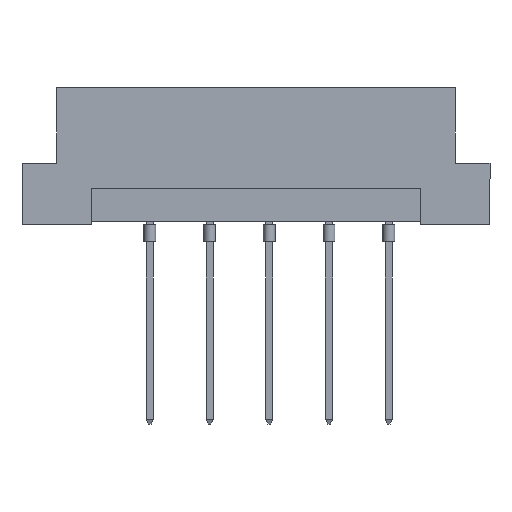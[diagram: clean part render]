
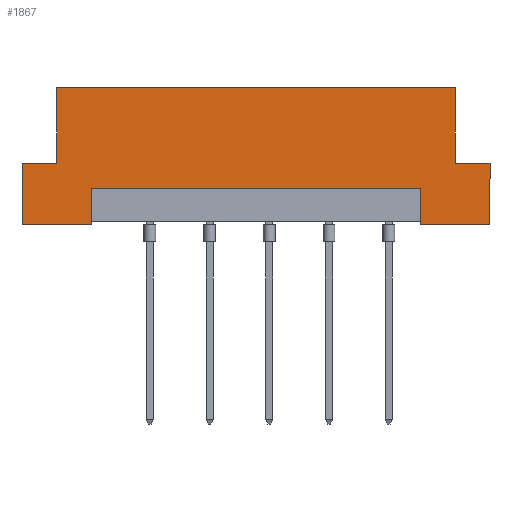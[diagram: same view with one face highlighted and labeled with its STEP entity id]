
A CAD part, front view. The second image highlights one B-rep face of the part: STEP entity #1867.
In plain terms, the highlighted planar face has unit normal (0, -1, 0).
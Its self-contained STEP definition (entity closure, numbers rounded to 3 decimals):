
#59 = CARTESIAN_POINT ( 'NONE',  ( 19.9, -4.3, 5.2 ) ) ;
#80 = CARTESIAN_POINT ( 'NONE',  ( -14., -4.3, 0. ) ) ;
#106 = DIRECTION ( 'NONE',  ( 1., 0., 0. ) ) ;
#133 = LINE ( 'NONE', #218, #5006 ) ;
#178 = ORIENTED_EDGE ( 'NONE', *, *, #4056, .F. ) ;
#202 = CARTESIAN_POINT ( 'NONE',  ( -16.94, -4.3, 5.2 ) ) ;
#218 = CARTESIAN_POINT ( 'NONE',  ( -19.9, -4.3, 11.6 ) ) ;
#265 = VERTEX_POINT ( 'NONE', #5032 ) ;
#320 = VECTOR ( 'NONE', #3539, 1000. ) ;
#343 = EDGE_CURVE ( 'NONE', #4576, #612, #4406, .T. ) ;
#366 = LINE ( 'NONE', #1067, #5158 ) ;
#398 = CARTESIAN_POINT ( 'NONE',  ( -19.9, -4.3, 0. ) ) ;
#444 = DIRECTION ( 'NONE',  ( 0., 0., 1. ) ) ;
#477 = DIRECTION ( 'NONE',  ( 0., 0., -1. ) ) ;
#511 = LINE ( 'NONE', #1373, #4594 ) ;
#528 = EDGE_CURVE ( 'NONE', #3462, #3495, #133, .T. ) ;
#564 = CARTESIAN_POINT ( 'NONE',  ( 19.9, -4.3, 0. ) ) ;
#612 = VERTEX_POINT ( 'NONE', #564 ) ;
#660 = ORIENTED_EDGE ( 'NONE', *, *, #2457, .F. ) ;
#668 = LINE ( 'NONE', #3426, #1425 ) ;
#880 = CARTESIAN_POINT ( 'NONE',  ( 16.94, -4.3, 5.2 ) ) ;
#895 = EDGE_CURVE ( 'NONE', #265, #612, #2551, .T. ) ;
#904 = DIRECTION ( 'NONE',  ( 0., 1., 0. ) ) ;
#906 = VECTOR ( 'NONE', #2366, 1000. ) ;
#1035 = VERTEX_POINT ( 'NONE', #880 ) ;
#1067 = CARTESIAN_POINT ( 'NONE',  ( 19.9, -4.3, 11.6 ) ) ;
#1073 = LINE ( 'NONE', #1924, #320 ) ;
#1090 = EDGE_LOOP ( 'NONE', ( #4303, #5072, #1730, #3884, #2566, #3067, #4017, #178, #660, #4854, #3625, #1374 ) ) ;
#1183 = EDGE_CURVE ( 'NONE', #4240, #3059, #366, .T. ) ;
#1232 = EDGE_CURVE ( 'NONE', #1035, #4576, #1963, .T. ) ;
#1317 = VECTOR ( 'NONE', #106, 1000. ) ;
#1321 = DIRECTION ( 'NONE',  ( 0., 0., -1. ) ) ;
#1373 = CARTESIAN_POINT ( 'NONE',  ( 19.9, -4.3, 0. ) ) ;
#1374 = ORIENTED_EDGE ( 'NONE', *, *, #4677, .F. ) ;
#1375 = DIRECTION ( 'NONE',  ( 1., 0., 0. ) ) ;
#1425 = VECTOR ( 'NONE', #3845, 1000. ) ;
#1517 = LINE ( 'NONE', #3030, #2151 ) ;
#1585 = DIRECTION ( 'NONE',  ( 1., 0., 0. ) ) ;
#1730 = ORIENTED_EDGE ( 'NONE', *, *, #895, .T. ) ;
#1788 = DIRECTION ( 'NONE',  ( 0., 0., 1. ) ) ;
#1867 = ADVANCED_FACE ( 'NONE', ( #4494 ), #2099, .F. ) ;
#1924 = CARTESIAN_POINT ( 'NONE',  ( -14., -4.3, 3. ) ) ;
#1963 = LINE ( 'NONE', #59, #1317 ) ;
#2066 = VERTEX_POINT ( 'NONE', #4981 ) ;
#2099 = PLANE ( 'NONE',  #4998 ) ;
#2151 = VECTOR ( 'NONE', #2628, 1000. ) ;
#2182 = VERTEX_POINT ( 'NONE', #80 ) ;
#2203 = CARTESIAN_POINT ( 'NONE',  ( 19.9, -4.3, 0. ) ) ;
#2267 = CARTESIAN_POINT ( 'NONE',  ( -16.94, -4.3, 11.6 ) ) ;
#2281 = CARTESIAN_POINT ( 'NONE',  ( -14., -4.3, 3. ) ) ;
#2366 = DIRECTION ( 'NONE',  ( 1., 0., 0. ) ) ;
#2423 = CARTESIAN_POINT ( 'NONE',  ( 14., -4.3, 0.2 ) ) ;
#2447 = EDGE_CURVE ( 'NONE', #3238, #2066, #1073, .T. ) ;
#2457 = EDGE_CURVE ( 'NONE', #3462, #4960, #4343, .T. ) ;
#2475 = CARTESIAN_POINT ( 'NONE',  ( 19.9, -4.3, 11.6 ) ) ;
#2491 = LINE ( 'NONE', #202, #4089 ) ;
#2511 = VECTOR ( 'NONE', #444, 1000. ) ;
#2551 = LINE ( 'NONE', #2203, #4310 ) ;
#2566 = ORIENTED_EDGE ( 'NONE', *, *, #1232, .F. ) ;
#2628 = DIRECTION ( 'NONE',  ( 0., 0., -1. ) ) ;
#3030 = CARTESIAN_POINT ( 'NONE',  ( -14., -4.3, 0.2 ) ) ;
#3052 = CARTESIAN_POINT ( 'NONE',  ( 19.9, -4.3, 5.2 ) ) ;
#3059 = VERTEX_POINT ( 'NONE', #5145 ) ;
#3067 = ORIENTED_EDGE ( 'NONE', *, *, #3331, .T. ) ;
#3117 = EDGE_CURVE ( 'NONE', #3495, #2182, #511, .T. ) ;
#3188 = CARTESIAN_POINT ( 'NONE',  ( 19.9, -4.3, 11.6 ) ) ;
#3210 = LINE ( 'NONE', #2423, #2511 ) ;
#3238 = VERTEX_POINT ( 'NONE', #2281 ) ;
#3313 = CARTESIAN_POINT ( 'NONE',  ( -16.94, -4.3, 5.2 ) ) ;
#3331 = EDGE_CURVE ( 'NONE', #1035, #3059, #668, .T. ) ;
#3426 = CARTESIAN_POINT ( 'NONE',  ( 16.94, -4.3, 5.2 ) ) ;
#3462 = VERTEX_POINT ( 'NONE', #4823 ) ;
#3463 = EDGE_CURVE ( 'NONE', #265, #2066, #3210, .T. ) ;
#3495 = VERTEX_POINT ( 'NONE', #398 ) ;
#3539 = DIRECTION ( 'NONE',  ( 1., 0., 0. ) ) ;
#3602 = VECTOR ( 'NONE', #477, 1000. ) ;
#3625 = ORIENTED_EDGE ( 'NONE', *, *, #3117, .T. ) ;
#3687 = DIRECTION ( 'NONE',  ( -1., 0., 0. ) ) ;
#3845 = DIRECTION ( 'NONE',  ( 0., 0., 1. ) ) ;
#3884 = ORIENTED_EDGE ( 'NONE', *, *, #343, .F. ) ;
#3903 = CARTESIAN_POINT ( 'NONE',  ( -19.9, -4.3, 5.2 ) ) ;
#4017 = ORIENTED_EDGE ( 'NONE', *, *, #1183, .F. ) ;
#4056 = EDGE_CURVE ( 'NONE', #4960, #4240, #2491, .T. ) ;
#4066 = DIRECTION ( 'NONE',  ( 1., 0., 0. ) ) ;
#4089 = VECTOR ( 'NONE', #1788, 1000. ) ;
#4240 = VERTEX_POINT ( 'NONE', #2267 ) ;
#4303 = ORIENTED_EDGE ( 'NONE', *, *, #2447, .T. ) ;
#4310 = VECTOR ( 'NONE', #1375, 1000. ) ;
#4343 = LINE ( 'NONE', #3903, #906 ) ;
#4406 = LINE ( 'NONE', #3188, #3602 ) ;
#4494 = FACE_OUTER_BOUND ( 'NONE', #1090, .T. ) ;
#4576 = VERTEX_POINT ( 'NONE', #3052 ) ;
#4594 = VECTOR ( 'NONE', #4066, 1000. ) ;
#4677 = EDGE_CURVE ( 'NONE', #3238, #2182, #1517, .T. ) ;
#4823 = CARTESIAN_POINT ( 'NONE',  ( -19.9, -4.3, 5.2 ) ) ;
#4854 = ORIENTED_EDGE ( 'NONE', *, *, #528, .T. ) ;
#4960 = VERTEX_POINT ( 'NONE', #3313 ) ;
#4981 = CARTESIAN_POINT ( 'NONE',  ( 14., -4.3, 3. ) ) ;
#4998 = AXIS2_PLACEMENT_3D ( 'NONE', #2475, #904, #3687 ) ;
#5006 = VECTOR ( 'NONE', #1321, 1000. ) ;
#5032 = CARTESIAN_POINT ( 'NONE',  ( 14., -4.3, 0. ) ) ;
#5072 = ORIENTED_EDGE ( 'NONE', *, *, #3463, .F. ) ;
#5145 = CARTESIAN_POINT ( 'NONE',  ( 16.94, -4.3, 11.6 ) ) ;
#5158 = VECTOR ( 'NONE', #1585, 1000. ) ;
